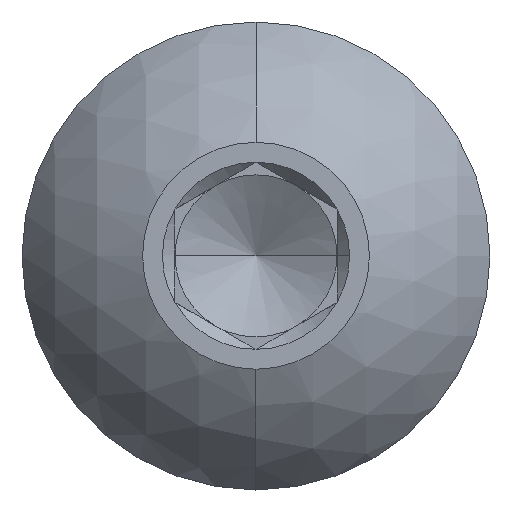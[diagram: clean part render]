
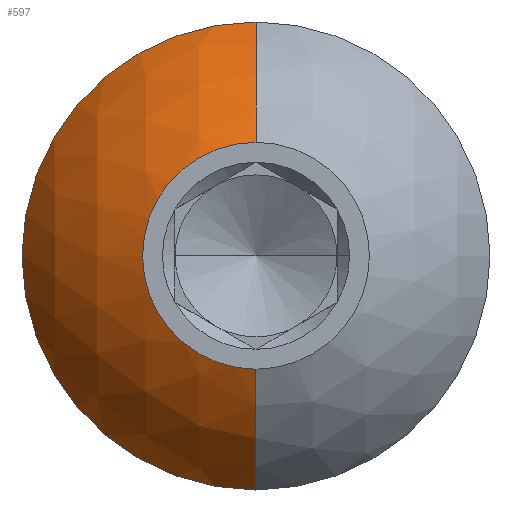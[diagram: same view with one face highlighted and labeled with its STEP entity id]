
A CAD part, top view. The second image highlights one B-rep face of the part: STEP entity #597.
In plain terms, the highlighted spherical face has radius 5.246 mm.
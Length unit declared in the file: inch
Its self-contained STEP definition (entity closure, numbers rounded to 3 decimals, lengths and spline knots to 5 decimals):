
#26 = EDGE_LOOP ( 'NONE', ( #107, #829, #449, #282, #233 ) ) ;
#62 = CARTESIAN_POINT ( 'NONE',  ( 0., 0., 1.11343 ) ) ;
#73 = EDGE_CURVE ( 'NONE', #248, #780, #151, .T. ) ;
#85 = CARTESIAN_POINT ( 'NONE',  ( 0., 0., 1.21379 ) ) ;
#90 = DIRECTION ( 'NONE',  ( 1., 0., 0. ) ) ;
#93 = EDGE_CURVE ( 'NONE', #317, #248, #209, .T. ) ;
#103 = AXIS2_PLACEMENT_3D ( 'NONE', #85, #448, #370 ) ;
#106 = CARTESIAN_POINT ( 'NONE',  ( 0., -0.1805, 1.21379 ) ) ;
#107 = ORIENTED_EDGE ( 'NONE', *, *, #420, .T. ) ;
#151 = CIRCLE ( 'NONE', #802, 0.0875 ) ;
#153 = CARTESIAN_POINT ( 'NONE',  ( 0., 0.1805, 1.21379 ) ) ;
#163 = EDGE_CURVE ( 'NONE', #459, #780, #474, .T. ) ;
#179 = DIRECTION ( 'NONE',  ( 0., -1., 0. ) ) ;
#209 = CIRCLE ( 'NONE', #593, 0.20652 ) ;
#230 = DIRECTION ( 'NONE',  ( 1., 0., 0. ) ) ;
#233 = ORIENTED_EDGE ( 'NONE', *, *, #342, .T. ) ;
#248 = VERTEX_POINT ( 'NONE', #746 ) ;
#282 = ORIENTED_EDGE ( 'NONE', *, *, #93, .F. ) ;
#300 = AXIS2_PLACEMENT_3D ( 'NONE', #871, #583, #379 ) ;
#313 = CIRCLE ( 'NONE', #103, 0.1805 ) ;
#317 = VERTEX_POINT ( 'NONE', #153 ) ;
#342 = EDGE_CURVE ( 'NONE', #317, #509, #313, .T. ) ;
#370 = DIRECTION ( 'NONE',  ( 1., 0., 0. ) ) ;
#379 = DIRECTION ( 'NONE',  ( 1., 0., 0. ) ) ;
#402 = AXIS2_PLACEMENT_3D ( 'NONE', #901, #462, #179 ) ;
#420 = EDGE_CURVE ( 'NONE', #509, #459, #696, .T. ) ;
#448 = DIRECTION ( 'NONE',  ( 0., 0., 1. ) ) ;
#449 = ORIENTED_EDGE ( 'NONE', *, *, #73, .F. ) ;
#459 = VERTEX_POINT ( 'NONE', #106 ) ;
#462 = DIRECTION ( 'NONE',  ( -1., 0., 0. ) ) ;
#474 = CIRCLE ( 'NONE', #402, 0.20652 ) ;
#484 = SPHERICAL_SURFACE ( 'NONE', #641, 0.20652 ) ;
#495 = DIRECTION ( 'NONE',  ( -1., 0., 0. ) ) ;
#509 = VERTEX_POINT ( 'NONE', #599 ) ;
#583 = DIRECTION ( 'NONE',  ( 0., 0., 1. ) ) ;
#593 = AXIS2_PLACEMENT_3D ( 'NONE', #643, #230, #815 ) ;
#597 = ADVANCED_FACE ( 'NONE', ( #615 ), #484, .T. ) ;
#599 = CARTESIAN_POINT ( 'NONE',  ( -0.1805, 0., 1.21379 ) ) ;
#615 = FACE_OUTER_BOUND ( 'NONE', #26, .T. ) ;
#641 = AXIS2_PLACEMENT_3D ( 'NONE', #62, #495, #711 ) ;
#643 = CARTESIAN_POINT ( 'NONE',  ( 0., 0., 1.11343 ) ) ;
#696 = CIRCLE ( 'NONE', #300, 0.1805 ) ;
#711 = DIRECTION ( 'NONE',  ( 0., 1., 0. ) ) ;
#727 = DIRECTION ( 'NONE',  ( 0., 0., 1. ) ) ;
#746 = CARTESIAN_POINT ( 'NONE',  ( 0., 0.0875, 1.3005 ) ) ;
#780 = VERTEX_POINT ( 'NONE', #884 ) ;
#801 = CARTESIAN_POINT ( 'NONE',  ( 0., 0., 1.3005 ) ) ;
#802 = AXIS2_PLACEMENT_3D ( 'NONE', #801, #727, #90 ) ;
#815 = DIRECTION ( 'NONE',  ( 0., 0., -1. ) ) ;
#829 = ORIENTED_EDGE ( 'NONE', *, *, #163, .T. ) ;
#871 = CARTESIAN_POINT ( 'NONE',  ( 0., 0., 1.21379 ) ) ;
#884 = CARTESIAN_POINT ( 'NONE',  ( 0., -0.0875, 1.3005 ) ) ;
#901 = CARTESIAN_POINT ( 'NONE',  ( 0., 0., 1.11343 ) ) ;
